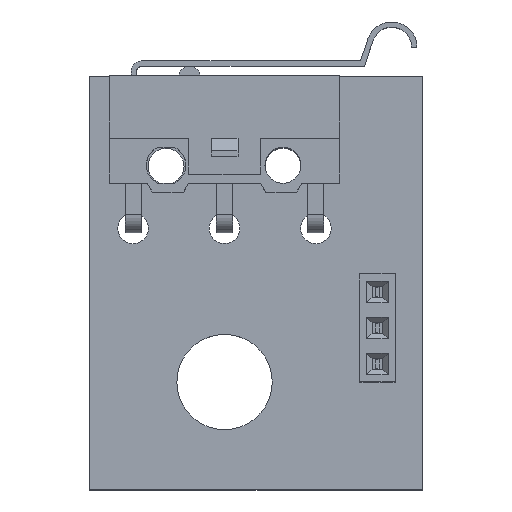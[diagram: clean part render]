
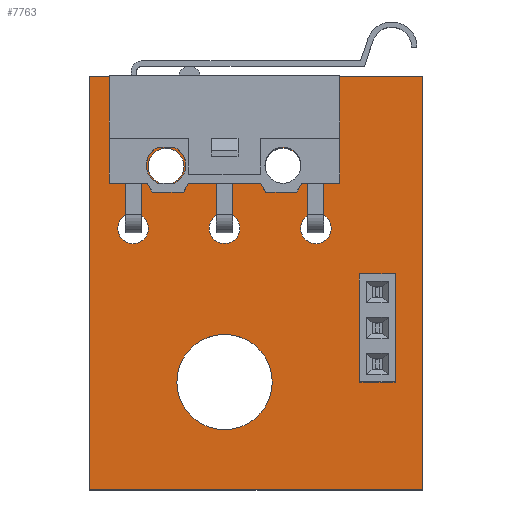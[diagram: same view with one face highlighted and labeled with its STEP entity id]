
A CAD part, top view. The second image highlights one B-rep face of the part: STEP entity #7763.
In plain terms, the highlighted planar face has unit normal (0, 0, 1).
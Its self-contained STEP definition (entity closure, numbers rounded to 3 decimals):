
#7552 = VERTEX_POINT('',#7553);
#7553 = CARTESIAN_POINT('',(138.5,-83.,1.51));
#7559 = EDGE_CURVE('',#7552,#7560,#7562,.T.);
#7560 = VERTEX_POINT('',#7561);
#7561 = CARTESIAN_POINT('',(120.,-83.,1.51));
#7562 = LINE('',#7563,#7564);
#7563 = CARTESIAN_POINT('',(138.5,-83.,1.51));
#7564 = VECTOR('',#7565,1.);
#7565 = DIRECTION('',(-1.,0.,0.));
#7592 = VERTEX_POINT('',#7593);
#7593 = CARTESIAN_POINT('',(138.5,-60.,1.51));
#7599 = EDGE_CURVE('',#7592,#7552,#7600,.T.);
#7600 = LINE('',#7601,#7602);
#7601 = CARTESIAN_POINT('',(138.5,-60.,1.51));
#7602 = VECTOR('',#7603,1.);
#7603 = DIRECTION('',(0.,-1.,0.));
#7621 = EDGE_CURVE('',#7560,#7622,#7624,.T.);
#7622 = VERTEX_POINT('',#7623);
#7623 = CARTESIAN_POINT('',(120.,-60.,1.51));
#7624 = LINE('',#7625,#7626);
#7625 = CARTESIAN_POINT('',(120.,-83.,1.51));
#7626 = VECTOR('',#7627,1.);
#7627 = DIRECTION('',(0.,1.,0.));
#7763 = ADVANCED_FACE('',(#7764,#7775,#7786,#7797,#7808,#7819,#7830,
    #7841,#7852,#7863),#7874,.T.);
#7764 = FACE_BOUND('',#7765,.T.);
#7765 = EDGE_LOOP('',(#7766,#7767,#7768,#7774));
#7766 = ORIENTED_EDGE('',*,*,#7559,.F.);
#7767 = ORIENTED_EDGE('',*,*,#7599,.F.);
#7768 = ORIENTED_EDGE('',*,*,#7769,.F.);
#7769 = EDGE_CURVE('',#7622,#7592,#7770,.T.);
#7770 = LINE('',#7771,#7772);
#7771 = CARTESIAN_POINT('',(120.,-60.,1.51));
#7772 = VECTOR('',#7773,1.);
#7773 = DIRECTION('',(1.,0.,0.));
#7774 = ORIENTED_EDGE('',*,*,#7621,.F.);
#7775 = FACE_BOUND('',#7776,.T.);
#7776 = EDGE_LOOP('',(#7777));
#7777 = ORIENTED_EDGE('',*,*,#7778,.T.);
#7778 = EDGE_CURVE('',#7779,#7779,#7781,.T.);
#7779 = VERTEX_POINT('',#7780);
#7780 = CARTESIAN_POINT('',(127.5,-79.65,1.51));
#7781 = CIRCLE('',#7782,2.65);
#7782 = AXIS2_PLACEMENT_3D('',#7783,#7784,#7785);
#7783 = CARTESIAN_POINT('',(127.5,-77.,1.51));
#7784 = DIRECTION('',(-0.,0.,-1.));
#7785 = DIRECTION('',(-0.,-1.,0.));
#7786 = FACE_BOUND('',#7787,.T.);
#7787 = EDGE_LOOP('',(#7788));
#7788 = ORIENTED_EDGE('',*,*,#7789,.T.);
#7789 = EDGE_CURVE('',#7790,#7790,#7792,.T.);
#7790 = VERTEX_POINT('',#7791);
#7791 = CARTESIAN_POINT('',(136.,-76.4,1.51));
#7792 = CIRCLE('',#7793,0.4);
#7793 = AXIS2_PLACEMENT_3D('',#7794,#7795,#7796);
#7794 = CARTESIAN_POINT('',(136.,-76.,1.51));
#7795 = DIRECTION('',(-0.,0.,-1.));
#7796 = DIRECTION('',(-0.,-1.,0.));
#7797 = FACE_BOUND('',#7798,.T.);
#7798 = EDGE_LOOP('',(#7799));
#7799 = ORIENTED_EDGE('',*,*,#7800,.T.);
#7800 = EDGE_CURVE('',#7801,#7801,#7803,.T.);
#7801 = VERTEX_POINT('',#7802);
#7802 = CARTESIAN_POINT('',(136.,-74.4,1.51));
#7803 = CIRCLE('',#7804,0.4);
#7804 = AXIS2_PLACEMENT_3D('',#7805,#7806,#7807);
#7805 = CARTESIAN_POINT('',(136.,-74.,1.51));
#7806 = DIRECTION('',(-0.,0.,-1.));
#7807 = DIRECTION('',(-0.,-1.,0.));
#7808 = FACE_BOUND('',#7809,.T.);
#7809 = EDGE_LOOP('',(#7810));
#7810 = ORIENTED_EDGE('',*,*,#7811,.T.);
#7811 = EDGE_CURVE('',#7812,#7812,#7814,.T.);
#7812 = VERTEX_POINT('',#7813);
#7813 = CARTESIAN_POINT('',(136.,-72.4,1.51));
#7814 = CIRCLE('',#7815,0.4);
#7815 = AXIS2_PLACEMENT_3D('',#7816,#7817,#7818);
#7816 = CARTESIAN_POINT('',(136.,-72.,1.51));
#7817 = DIRECTION('',(-0.,0.,-1.));
#7818 = DIRECTION('',(-0.,-1.,0.));
#7819 = FACE_BOUND('',#7820,.T.);
#7820 = EDGE_LOOP('',(#7821));
#7821 = ORIENTED_EDGE('',*,*,#7822,.T.);
#7822 = EDGE_CURVE('',#7823,#7823,#7825,.T.);
#7823 = VERTEX_POINT('',#7824);
#7824 = CARTESIAN_POINT('',(122.42,-69.305,1.51));
#7825 = CIRCLE('',#7826,0.85);
#7826 = AXIS2_PLACEMENT_3D('',#7827,#7828,#7829);
#7827 = CARTESIAN_POINT('',(122.42,-68.455,1.51));
#7828 = DIRECTION('',(-0.,0.,-1.));
#7829 = DIRECTION('',(0.,-1.,-0.));
#7830 = FACE_BOUND('',#7831,.T.);
#7831 = EDGE_LOOP('',(#7832));
#7832 = ORIENTED_EDGE('',*,*,#7833,.T.);
#7833 = EDGE_CURVE('',#7834,#7834,#7836,.T.);
#7834 = VERTEX_POINT('',#7835);
#7835 = CARTESIAN_POINT('',(127.5,-69.305,1.51));
#7836 = CIRCLE('',#7837,0.85);
#7837 = AXIS2_PLACEMENT_3D('',#7838,#7839,#7840);
#7838 = CARTESIAN_POINT('',(127.5,-68.455,1.51));
#7839 = DIRECTION('',(-0.,0.,-1.));
#7840 = DIRECTION('',(-0.,-1.,0.));
#7841 = FACE_BOUND('',#7842,.T.);
#7842 = EDGE_LOOP('',(#7843));
#7843 = ORIENTED_EDGE('',*,*,#7844,.T.);
#7844 = EDGE_CURVE('',#7845,#7845,#7847,.T.);
#7845 = VERTEX_POINT('',#7846);
#7846 = CARTESIAN_POINT('',(124.25,-66.005,1.51));
#7847 = CIRCLE('',#7848,1.);
#7848 = AXIS2_PLACEMENT_3D('',#7849,#7850,#7851);
#7849 = CARTESIAN_POINT('',(124.25,-65.005,1.51));
#7850 = DIRECTION('',(-0.,0.,-1.));
#7851 = DIRECTION('',(-0.,-1.,0.));
#7852 = FACE_BOUND('',#7853,.T.);
#7853 = EDGE_LOOP('',(#7854));
#7854 = ORIENTED_EDGE('',*,*,#7855,.T.);
#7855 = EDGE_CURVE('',#7856,#7856,#7858,.T.);
#7856 = VERTEX_POINT('',#7857);
#7857 = CARTESIAN_POINT('',(132.58,-69.305,1.51));
#7858 = CIRCLE('',#7859,0.85);
#7859 = AXIS2_PLACEMENT_3D('',#7860,#7861,#7862);
#7860 = CARTESIAN_POINT('',(132.58,-68.455,1.51));
#7861 = DIRECTION('',(-0.,0.,-1.));
#7862 = DIRECTION('',(0.,-1.,-0.));
#7863 = FACE_BOUND('',#7864,.T.);
#7864 = EDGE_LOOP('',(#7865));
#7865 = ORIENTED_EDGE('',*,*,#7866,.T.);
#7866 = EDGE_CURVE('',#7867,#7867,#7869,.T.);
#7867 = VERTEX_POINT('',#7868);
#7868 = CARTESIAN_POINT('',(130.75,-66.005,1.51));
#7869 = CIRCLE('',#7870,1.);
#7870 = AXIS2_PLACEMENT_3D('',#7871,#7872,#7873);
#7871 = CARTESIAN_POINT('',(130.75,-65.005,1.51));
#7872 = DIRECTION('',(-0.,0.,-1.));
#7873 = DIRECTION('',(-0.,-1.,0.));
#7874 = PLANE('',#7875);
#7875 = AXIS2_PLACEMENT_3D('',#7876,#7877,#7878);
#7876 = CARTESIAN_POINT('',(0.,0.,1.51));
#7877 = DIRECTION('',(0.,0.,1.));
#7878 = DIRECTION('',(1.,0.,-0.));
